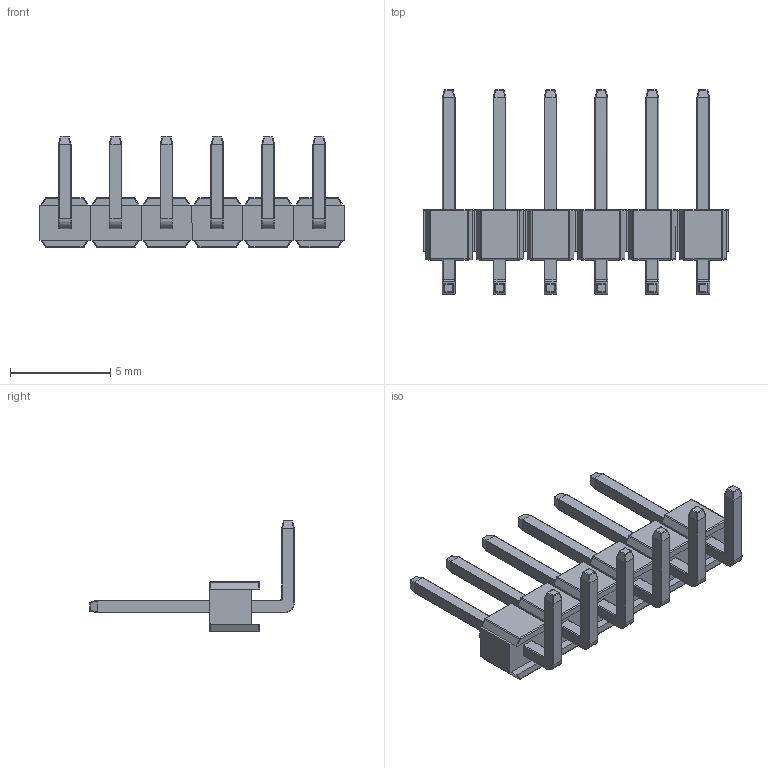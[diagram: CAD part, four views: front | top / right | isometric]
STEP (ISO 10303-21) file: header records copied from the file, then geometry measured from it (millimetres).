
FILE_DESCRIPTION (( 'STEP AP214' ), '1' );
FILE_NAME ('PH1RB-06-UA.STEP', '2019-04-16T16:50:37', ( '' ), ( '' ), 'SwSTEP 2.0', 'SolidWorks 2014', '' );
FILE_SCHEMA (( 'AUTOMOTIVE_DESIGN' ));
Length unit declared in the file: millimetre
Products named in the file (1): PH1RB-06-UA
Bounding box: 15.25 x 10.22 x 5.55 mm (x, y, z)
Volume: 108.7 mm3; surface area: 456.8 mm2
Topology: 18 solids, 18 shells, 708 faces, 1704 edges, 1008 vertices
Faces by surface type: cylinder 324, plane 264, torus 72, sphere 48
Entity records: 20255 total; most frequent: CARTESIAN_POINT 4045, DIRECTION 3410, ORIENTED_EDGE 3360, EDGE_CURVE 1680, AXIS2_PLACEMENT_3D 1237, VERTEX_POINT 1008, VECTOR 936, LINE 936
